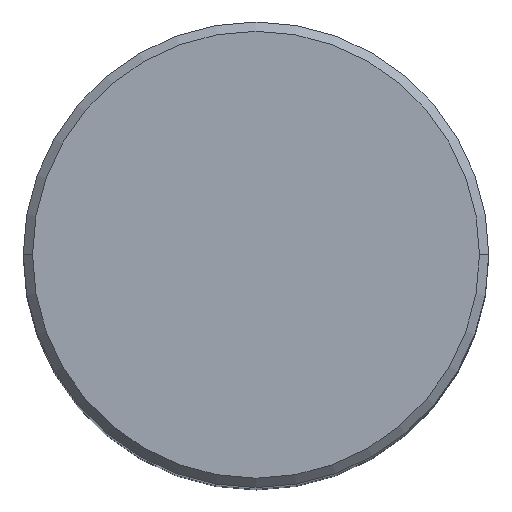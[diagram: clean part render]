
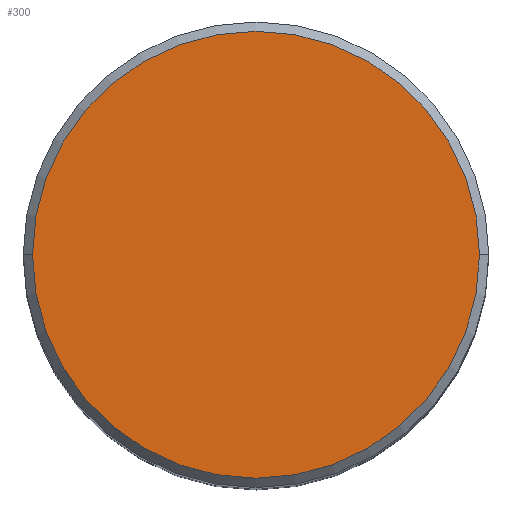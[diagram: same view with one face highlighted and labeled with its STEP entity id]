
A CAD part, top view. The second image highlights one B-rep face of the part: STEP entity #300.
In plain terms, the highlighted planar face has unit normal (0, 0, 1).
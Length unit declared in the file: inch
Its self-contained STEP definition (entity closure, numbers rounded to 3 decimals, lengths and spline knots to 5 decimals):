
#34 = AXIS2_PLACEMENT_3D ( 'NONE', #335, #154, #103 ) ;
#42 = DIRECTION ( 'NONE',  ( 0., 0., 1. ) ) ;
#78 = DIRECTION ( 'NONE',  ( 0., 0., 1. ) ) ;
#90 = EDGE_CURVE ( 'NONE', #125, #137, #204, .T. ) ;
#99 = PLANE ( 'NONE',  #205 ) ;
#103 = DIRECTION ( 'NONE',  ( 1., 0., 0. ) ) ;
#104 = ORIENTED_EDGE ( 'NONE', *, *, #90, .T. ) ;
#116 = CARTESIAN_POINT ( 'NONE',  ( -0.36, 0., 2.5 ) ) ;
#117 = CARTESIAN_POINT ( 'NONE',  ( 0.36, 0., 2.5 ) ) ;
#125 = VERTEX_POINT ( 'NONE', #117 ) ;
#129 = EDGE_LOOP ( 'NONE', ( #183, #104 ) ) ;
#137 = VERTEX_POINT ( 'NONE', #116 ) ;
#146 = CARTESIAN_POINT ( 'NONE',  ( 0., 0., 2.5 ) ) ;
#153 = CIRCLE ( 'NONE', #34, 0.36 ) ;
#154 = DIRECTION ( 'NONE',  ( 0., 0., 1. ) ) ;
#180 = DIRECTION ( 'NONE',  ( 1., 0., 0. ) ) ;
#183 = ORIENTED_EDGE ( 'NONE', *, *, #251, .T. ) ;
#204 = CIRCLE ( 'NONE', #259, 0.36 ) ;
#205 = AXIS2_PLACEMENT_3D ( 'NONE', #348, #78, #180 ) ;
#251 = EDGE_CURVE ( 'NONE', #137, #125, #153, .T. ) ;
#259 = AXIS2_PLACEMENT_3D ( 'NONE', #146, #42, #288 ) ;
#288 = DIRECTION ( 'NONE',  ( 1., 0., 0. ) ) ;
#300 = ADVANCED_FACE ( 'NONE', ( #349 ), #99, .T. ) ;
#335 = CARTESIAN_POINT ( 'NONE',  ( 0., 0., 2.5 ) ) ;
#348 = CARTESIAN_POINT ( 'NONE',  ( 0., 0., 2.5 ) ) ;
#349 = FACE_OUTER_BOUND ( 'NONE', #129, .T. ) ;
